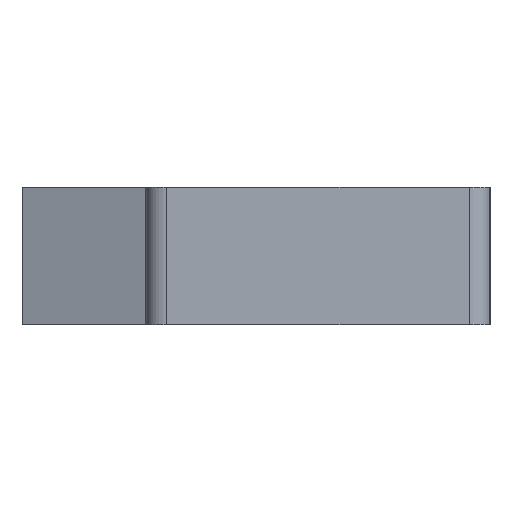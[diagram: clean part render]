
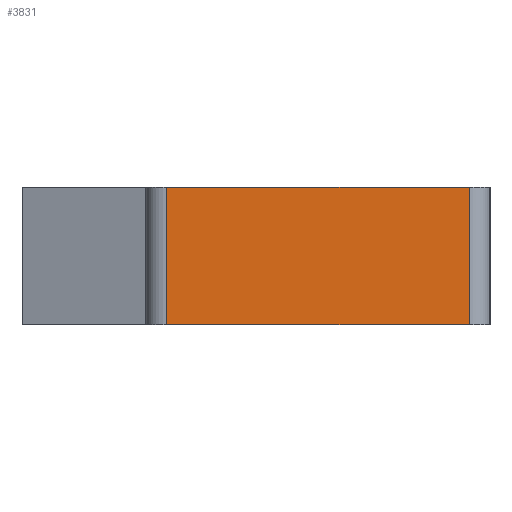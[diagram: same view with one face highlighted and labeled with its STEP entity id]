
A CAD part, left-side view. The second image highlights one B-rep face of the part: STEP entity #3831.
In plain terms, the highlighted planar face has unit normal (-1, 0, 0).
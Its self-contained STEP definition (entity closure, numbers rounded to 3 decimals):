
#231 = LINE ( 'NONE', #2246, #759 ) ;
#444 = VERTEX_POINT ( 'NONE', #2234 ) ;
#445 = PLANE ( 'NONE',  #3043 ) ;
#453 = VECTOR ( 'NONE', #4211, 1000. ) ;
#491 = ORIENTED_EDGE ( 'NONE', *, *, #958, .T. ) ;
#512 = CARTESIAN_POINT ( 'NONE',  ( 0., 0., -2.5 ) ) ;
#700 = ORIENTED_EDGE ( 'NONE', *, *, #2468, .T. ) ;
#759 = VECTOR ( 'NONE', #3578, 1000. ) ;
#929 = EDGE_CURVE ( 'NONE', #1371, #2351, #231, .T. ) ;
#958 = EDGE_CURVE ( 'NONE', #2351, #444, #3598, .T. ) ;
#1203 = LINE ( 'NONE', #2533, #453 ) ;
#1236 = CARTESIAN_POINT ( 'NONE',  ( 0., 2.2, 0. ) ) ;
#1371 = VERTEX_POINT ( 'NONE', #1236 ) ;
#1408 = ORIENTED_EDGE ( 'NONE', *, *, #1625, .F. ) ;
#1567 = DIRECTION ( 'NONE',  ( 0., -1., 0. ) ) ;
#1625 = EDGE_CURVE ( 'NONE', #1371, #1751, #3757, .T. ) ;
#1751 = VERTEX_POINT ( 'NONE', #3566 ) ;
#1780 = DIRECTION ( 'NONE',  ( 0., 0., 1. ) ) ;
#2098 = CARTESIAN_POINT ( 'NONE',  ( 0., 0., 0. ) ) ;
#2234 = CARTESIAN_POINT ( 'NONE',  ( 0., -2.2, -2. ) ) ;
#2246 = CARTESIAN_POINT ( 'NONE',  ( 0., 2.2, -2.5 ) ) ;
#2351 = VERTEX_POINT ( 'NONE', #4056 ) ;
#2468 = EDGE_CURVE ( 'NONE', #444, #1751, #1203, .T. ) ;
#2533 = CARTESIAN_POINT ( 'NONE',  ( 0., -2.2, -2.5 ) ) ;
#2878 = CARTESIAN_POINT ( 'NONE',  ( 0., 0., -2. ) ) ;
#3043 = AXIS2_PLACEMENT_3D ( 'NONE', #512, #3480, #1780 ) ;
#3069 = FACE_OUTER_BOUND ( 'NONE', #3388, .T. ) ;
#3388 = EDGE_LOOP ( 'NONE', ( #3427, #491, #700, #1408 ) ) ;
#3406 = DIRECTION ( 'NONE',  ( 0., -1., 0. ) ) ;
#3427 = ORIENTED_EDGE ( 'NONE', *, *, #929, .T. ) ;
#3480 = DIRECTION ( 'NONE',  ( -1., 0., 0. ) ) ;
#3566 = CARTESIAN_POINT ( 'NONE',  ( 0., -2.2, 0. ) ) ;
#3578 = DIRECTION ( 'NONE',  ( 0., 0., -1. ) ) ;
#3598 = LINE ( 'NONE', #2878, #3902 ) ;
#3757 = LINE ( 'NONE', #2098, #4222 ) ;
#3831 = ADVANCED_FACE ( 'NONE', ( #3069 ), #445, .T. ) ;
#3902 = VECTOR ( 'NONE', #1567, 1000. ) ;
#4056 = CARTESIAN_POINT ( 'NONE',  ( 0., 2.2, -2. ) ) ;
#4211 = DIRECTION ( 'NONE',  ( 0., 0., 1. ) ) ;
#4222 = VECTOR ( 'NONE', #3406, 1000. ) ;
